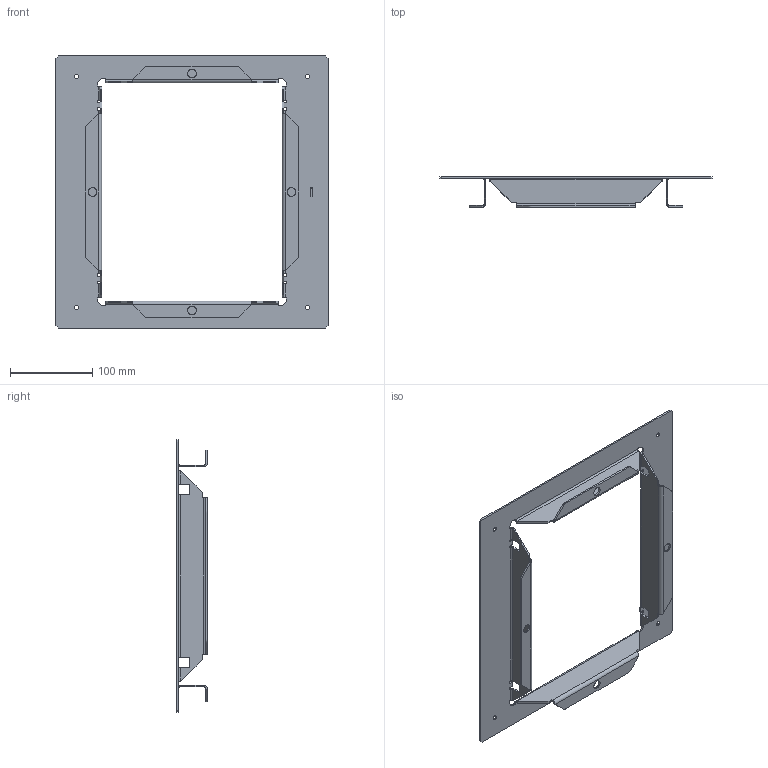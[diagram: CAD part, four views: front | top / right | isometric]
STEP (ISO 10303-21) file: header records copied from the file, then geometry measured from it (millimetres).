
FILE_DESCRIPTION(('CATIA V5 STEP Exchange','CAx-IF Rec.Pracs.--- Model Styling and Organization---1.2---2011-12-15'),'2;1');
FILE_NAME('&T6 - Boites d''D005678_A-MOD-08.stp','2016-06-24T11:50:20+00:00',('none'),('none'),'CATIA Version 5-6 Release 2014 SP4','CATIA V5 STEP AP214','none');
FILE_SCHEMA(('AUTOMOTIVE_DESIGN { 1 0 10303 214 1 1 1 1 }'));
Length unit declared in the file: millimetre
Products named in the file (1): D005678_A-MOD-08
Bounding box: 330 x 37 x 330 mm (x, y, z)
Volume: 173116.3 mm3; surface area: 179169.7 mm2
Topology: 1 solids, 1 shells, 238 faces, 662 edges, 420 vertices
Faces by surface type: plane 116, cylinder 114, cone 8
Entity records: 7037 total; most frequent: ORIENTED_EDGE 1324, CARTESIAN_POINT 1283, DIRECTION 952, EDGE_CURVE 662, VECTOR 426, LINE 426, VERTEX_POINT 420, AXIS2_PLACEMENT_3D 377
